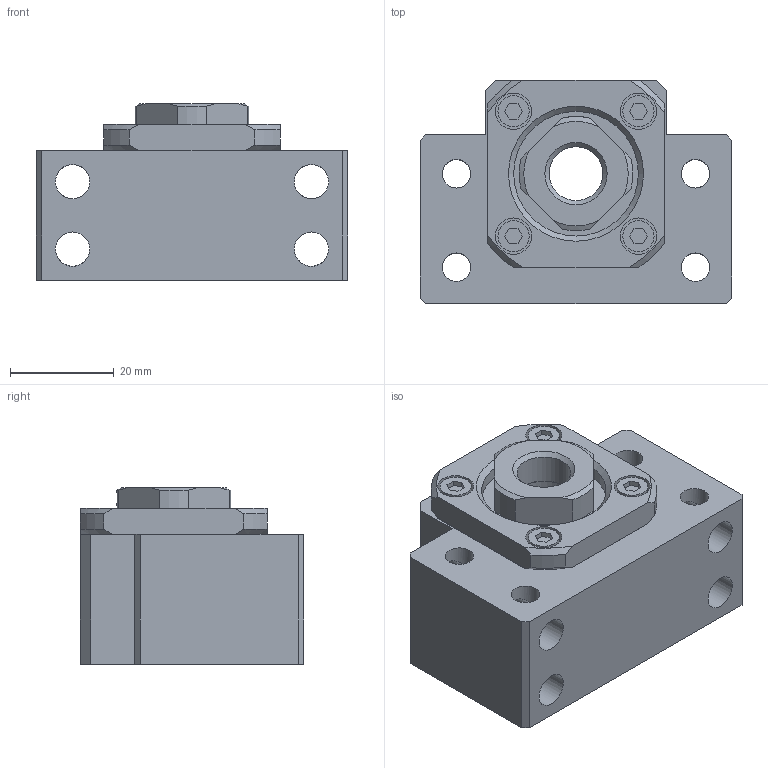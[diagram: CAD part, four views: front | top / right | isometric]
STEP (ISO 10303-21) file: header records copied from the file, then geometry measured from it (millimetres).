
FILE_DESCRIPTION( ( 'STEP AP203' ), ' ' );
FILE_NAME( 'BK_12Yes.stp', '2018-02-07T15:53:13', ( '' ), ( '' ), ' ', 'PARTsolutions', ' ' );
FILE_SCHEMA( ( 'CONFIG_CONTROL_DESIGN' ) );
Length unit declared in the file: millimetre
Products named in the file (3): BK 12Yes; _BK 12; _BK 12collar
Assembly tree (2 placements, depth 2):
  BK 12Yes
    _BK 12
    _BK 12collar
Bounding box: 60 x 43 x 34 mm (x, y, z)
Volume: 54508.4 mm3; surface area: 20138.3 mm2
Topology: 2 solids, 3 shells, 161 faces, 406 edges, 269 vertices
Faces by surface type: plane 93, cylinder 48, cone 19, torus 1
Full cylindrical faces by diameter (mm): 3 x2, 5.5 x12, 6 x4, 6.6 x4, 7 x4, 10.376 x1, 10.8 x4, 12 x2, 15 x1, 15.5 x2, 17 x1, 24 x2, 24.1 x1
Entity records: 5704 total; most frequent: CARTESIAN_POINT 1978, DIRECTION 716, ORIENTED_EDGE 674, EDGE_CURVE 337, AXIS2_PLACEMENT_3D 272, EDGE_LOOP 267, VERTEX_POINT 252, FACE_OUTER_BOUND 202
